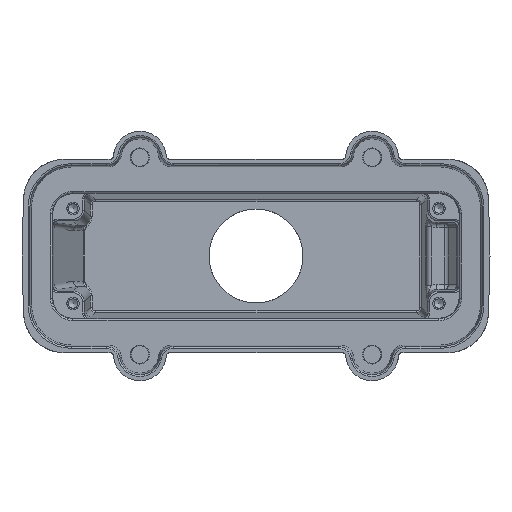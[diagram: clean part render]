
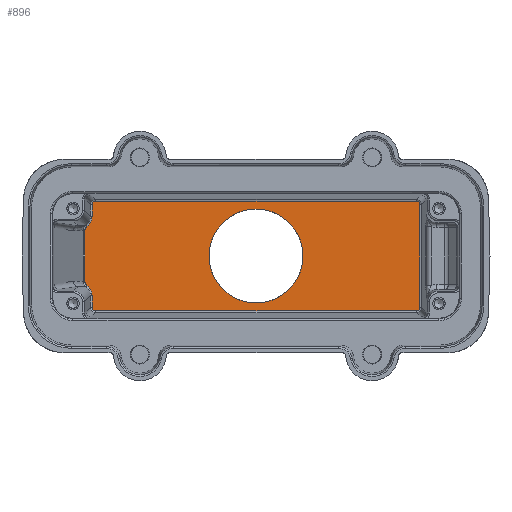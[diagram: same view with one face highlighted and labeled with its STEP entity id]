
A CAD part, front view. The second image highlights one B-rep face of the part: STEP entity #896.
In plain terms, the highlighted planar face has unit normal (0, -1, 0).
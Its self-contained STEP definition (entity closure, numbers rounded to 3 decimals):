
#457=ELLIPSE('',#11199,3.502,3.5);
#458=ELLIPSE('',#11200,3.502,3.5);
#459=ELLIPSE('',#11201,1.001,1.);
#460=ELLIPSE('',#11202,1.001,1.);
#461=ELLIPSE('',#11203,1.001,1.);
#462=ELLIPSE('',#11204,1.001,1.);
#471=FACE_BOUND('',#2464,.T.);
#472=FACE_BOUND('',#2465,.T.);
#627=CIRCLE('',#11198,13.35);
#896=ADVANCED_FACE('',(#471,#472),#1577,.F.);
#1577=PLANE('',#11205);
#2464=EDGE_LOOP('',(#3820));
#2465=EDGE_LOOP('',(#3821,#3822,#3823,#3824,#3825,#3826,#3827,#3828,#3829,
#3830,#3831,#3832,#3833,#3834));
#3225=B_SPLINE_CURVE_WITH_KNOTS('',3,(#14778,#14779,#14780,#14781,#14782,
#14783,#14784,#14785,#14786,#14787),.UNSPECIFIED.,.F.,.F.,(4,3,3,4),(0.,
0.347,0.694,1.),.UNSPECIFIED.);
#3226=B_SPLINE_CURVE_WITH_KNOTS('',3,(#14791,#14792,#14793,#14794,#14795,
#14796,#14797,#14798,#14799,#14800),.UNSPECIFIED.,.F.,.F.,(4,3,3,4),(0.,
0.339,0.678,1.),.UNSPECIFIED.);
#3820=ORIENTED_EDGE('',*,*,#8079,.F.);
#3821=ORIENTED_EDGE('',*,*,#8080,.T.);
#3822=ORIENTED_EDGE('',*,*,#8081,.T.);
#3823=ORIENTED_EDGE('',*,*,#8082,.T.);
#3824=ORIENTED_EDGE('',*,*,#8083,.T.);
#3825=ORIENTED_EDGE('',*,*,#8084,.T.);
#3826=ORIENTED_EDGE('',*,*,#8085,.T.);
#3827=ORIENTED_EDGE('',*,*,#8086,.T.);
#3828=ORIENTED_EDGE('',*,*,#8087,.T.);
#3829=ORIENTED_EDGE('',*,*,#8088,.T.);
#3830=ORIENTED_EDGE('',*,*,#8089,.T.);
#3831=ORIENTED_EDGE('',*,*,#8090,.T.);
#3832=ORIENTED_EDGE('',*,*,#8091,.T.);
#3833=ORIENTED_EDGE('',*,*,#8092,.T.);
#3834=ORIENTED_EDGE('',*,*,#8093,.T.);
#7054=VERTEX_POINT('',#14774);
#7055=VERTEX_POINT('',#14776);
#7056=VERTEX_POINT('',#14777);
#7057=VERTEX_POINT('',#14788);
#7058=VERTEX_POINT('',#14790);
#7059=VERTEX_POINT('',#14801);
#7060=VERTEX_POINT('',#14803);
#7061=VERTEX_POINT('',#14805);
#7062=VERTEX_POINT('',#14807);
#7063=VERTEX_POINT('',#14809);
#7064=VERTEX_POINT('',#14811);
#7065=VERTEX_POINT('',#14813);
#7066=VERTEX_POINT('',#14815);
#7067=VERTEX_POINT('',#14817);
#7068=VERTEX_POINT('',#14819);
#8079=EDGE_CURVE('',#7054,#7054,#627,.T.);
#8080=EDGE_CURVE('',#7055,#7056,#457,.T.);
#8081=EDGE_CURVE('',#7056,#7057,#3225,.T.);
#8082=EDGE_CURVE('',#7057,#7058,#9697,.T.);
#8083=EDGE_CURVE('',#7058,#7059,#3226,.T.);
#8084=EDGE_CURVE('',#7059,#7060,#458,.T.);
#8085=EDGE_CURVE('',#7060,#7061,#9698,.T.);
#8086=EDGE_CURVE('',#7061,#7062,#459,.T.);
#8087=EDGE_CURVE('',#7062,#7063,#9699,.T.);
#8088=EDGE_CURVE('',#7063,#7064,#460,.T.);
#8089=EDGE_CURVE('',#7064,#7065,#9700,.T.);
#8090=EDGE_CURVE('',#7065,#7066,#461,.T.);
#8091=EDGE_CURVE('',#7066,#7067,#9701,.T.);
#8092=EDGE_CURVE('',#7067,#7068,#462,.T.);
#8093=EDGE_CURVE('',#7068,#7055,#9702,.T.);
#9697=LINE('',#14789,#10451);
#9698=LINE('',#14804,#10452);
#9699=LINE('',#14808,#10453);
#9700=LINE('',#14812,#10454);
#9701=LINE('',#14816,#10455);
#9702=LINE('',#14820,#10456);
#10451=VECTOR('',#12140,1.);
#10452=VECTOR('',#12143,1.);
#10453=VECTOR('',#12146,1.);
#10454=VECTOR('',#12149,1.);
#10455=VECTOR('',#12152,1.);
#10456=VECTOR('',#12155,1.);
#11198=AXIS2_PLACEMENT_3D('',#14773,#12136,#12137);
#11199=AXIS2_PLACEMENT_3D('',#14775,#12138,#12139);
#11200=AXIS2_PLACEMENT_3D('',#14802,#12141,#12142);
#11201=AXIS2_PLACEMENT_3D('',#14806,#12144,#12145);
#11202=AXIS2_PLACEMENT_3D('',#14810,#12147,#12148);
#11203=AXIS2_PLACEMENT_3D('',#14814,#12150,#12151);
#11204=AXIS2_PLACEMENT_3D('',#14818,#12153,#12154);
#11205=AXIS2_PLACEMENT_3D('',#14821,#12156,#12157);
#12136=DIRECTION('',(0.,-1.,0.));
#12137=DIRECTION('',(0.,0.,1.));
#12138=DIRECTION('',(0.,1.,0.));
#12139=DIRECTION('',(-0.707,0.,0.707));
#12140=DIRECTION('',(0.,0.,-1.));
#12141=DIRECTION('',(0.,1.,0.));
#12142=DIRECTION('',(-0.707,0.,-0.707));
#12143=DIRECTION('',(0.,0.,-1.));
#12144=DIRECTION('',(0.,-1.,0.));
#12145=DIRECTION('',(-0.707,0.,-0.707));
#12146=DIRECTION('',(1.,0.,0.));
#12147=DIRECTION('',(0.,-1.,0.));
#12148=DIRECTION('',(-0.707,0.,0.707));
#12149=DIRECTION('',(0.,0.,1.));
#12150=DIRECTION('',(0.,-1.,0.));
#12151=DIRECTION('',(0.707,0.,0.707));
#12152=DIRECTION('',(-1.,0.,0.));
#12153=DIRECTION('',(0.,-1.,0.));
#12154=DIRECTION('',(0.707,0.,-0.707));
#12155=DIRECTION('',(0.,0.,-1.));
#12156=DIRECTION('',(0.,1.,0.));
#12157=DIRECTION('',(-1.,0.,0.));
#14773=CARTESIAN_POINT('',(0.,67.8,0.));
#14774=CARTESIAN_POINT('',(0.,67.8,13.35));
#14775=CARTESIAN_POINT('',(-50.089,67.8,11.239));
#14776=CARTESIAN_POINT('',(-46.588,67.8,11.236));
#14777=CARTESIAN_POINT('',(-48.149,67.8,8.322));
#14778=CARTESIAN_POINT('',(-48.149,67.8,8.322));
#14779=CARTESIAN_POINT('',(-48.245,67.8,8.259));
#14780=CARTESIAN_POINT('',(-48.331,67.8,8.178));
#14781=CARTESIAN_POINT('',(-48.4,67.8,8.087));
#14782=CARTESIAN_POINT('',(-48.469,67.8,7.995));
#14783=CARTESIAN_POINT('',(-48.524,67.8,7.89));
#14784=CARTESIAN_POINT('',(-48.558,67.8,7.781));
#14785=CARTESIAN_POINT('',(-48.589,67.8,7.684));
#14786=CARTESIAN_POINT('',(-48.605,67.8,7.582));
#14787=CARTESIAN_POINT('',(-48.605,67.8,7.48));
#14788=CARTESIAN_POINT('',(-48.605,67.8,7.48));
#14789=CARTESIAN_POINT('',(-48.605,67.8,0.));
#14790=CARTESIAN_POINT('',(-48.605,67.8,-7.48));
#14791=CARTESIAN_POINT('',(-48.605,67.8,-7.48));
#14792=CARTESIAN_POINT('',(-48.605,67.8,-7.592));
#14793=CARTESIAN_POINT('',(-48.585,67.8,-7.706));
#14794=CARTESIAN_POINT('',(-48.548,67.8,-7.812));
#14795=CARTESIAN_POINT('',(-48.511,67.8,-7.918));
#14796=CARTESIAN_POINT('',(-48.455,67.8,-8.018));
#14797=CARTESIAN_POINT('',(-48.385,67.8,-8.106));
#14798=CARTESIAN_POINT('',(-48.319,67.8,-8.189));
#14799=CARTESIAN_POINT('',(-48.238,67.8,-8.263));
#14800=CARTESIAN_POINT('',(-48.15,67.8,-8.322));
#14801=CARTESIAN_POINT('',(-48.15,67.8,-8.322));
#14802=CARTESIAN_POINT('',(-50.089,67.8,-11.239));
#14803=CARTESIAN_POINT('',(-46.588,67.8,-11.236));
#14804=CARTESIAN_POINT('',(-46.588,67.8,0.));
#14805=CARTESIAN_POINT('',(-46.588,67.8,-14.623));
#14806=CARTESIAN_POINT('',(-45.587,67.8,-14.623));
#14807=CARTESIAN_POINT('',(-45.588,67.8,-15.623));
#14808=CARTESIAN_POINT('',(-25.079,67.8,-15.623));
#14809=CARTESIAN_POINT('',(45.588,67.8,-15.623));
#14810=CARTESIAN_POINT('',(45.587,67.8,-14.623));
#14811=CARTESIAN_POINT('',(46.588,67.8,-14.623));
#14812=CARTESIAN_POINT('',(46.588,67.8,14.611));
#14813=CARTESIAN_POINT('',(46.588,67.8,14.623));
#14814=CARTESIAN_POINT('',(45.587,67.8,14.623));
#14815=CARTESIAN_POINT('',(45.588,67.8,15.623));
#14816=CARTESIAN_POINT('',(-45.575,67.8,15.623));
#14817=CARTESIAN_POINT('',(-45.588,67.8,15.623));
#14818=CARTESIAN_POINT('',(-45.587,67.8,14.623));
#14819=CARTESIAN_POINT('',(-46.588,67.8,14.623));
#14820=CARTESIAN_POINT('',(-46.588,67.8,0.));
#14821=CARTESIAN_POINT('',(-25.079,67.8,0.));
